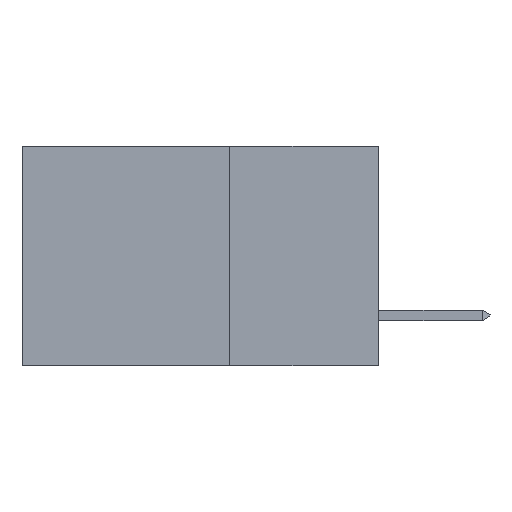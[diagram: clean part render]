
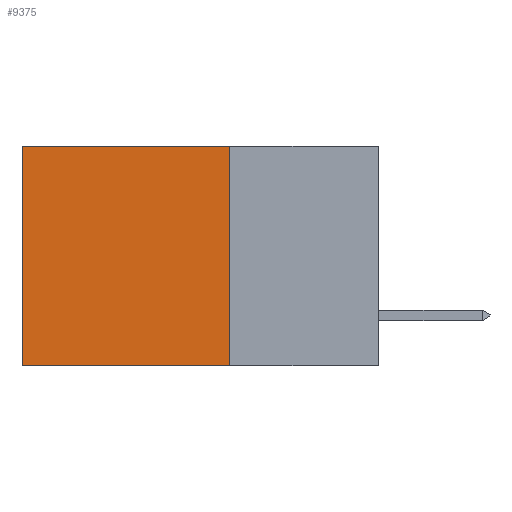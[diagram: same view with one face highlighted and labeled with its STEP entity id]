
A CAD part, left-side view. The second image highlights one B-rep face of the part: STEP entity #9375.
In plain terms, the highlighted planar face has unit normal (-1, 0, 0).
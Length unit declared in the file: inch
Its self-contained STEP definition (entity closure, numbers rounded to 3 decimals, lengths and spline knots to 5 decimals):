
#142 = LINE ( 'NONE', #5260, #2788 ) ;
#293 = DIRECTION ( 'NONE',  ( 0., 1., 0. ) ) ;
#899 = CARTESIAN_POINT ( 'NONE',  ( 0.298, 0.6, -0.37 ) ) ;
#1043 = CARTESIAN_POINT ( 'NONE',  ( 0.298, 0.25, 0. ) ) ;
#1045 = EDGE_CURVE ( 'NONE', #9473, #5485, #142, .T. ) ;
#1918 = CARTESIAN_POINT ( 'NONE',  ( 0.298, 0.25, 0. ) ) ;
#1976 = LINE ( 'NONE', #7034, #2872 ) ;
#2246 = EDGE_CURVE ( 'NONE', #8201, #2419, #5352, .T. ) ;
#2419 = VERTEX_POINT ( 'NONE', #5057 ) ;
#2644 = DIRECTION ( 'NONE',  ( 1., 0., 0. ) ) ;
#2788 = VECTOR ( 'NONE', #293, 39.37008 ) ;
#2872 = VECTOR ( 'NONE', #10210, 39.37008 ) ;
#3229 = FACE_OUTER_BOUND ( 'NONE', #9650, .T. ) ;
#3369 = EDGE_CURVE ( 'NONE', #2419, #5485, #6730, .T. ) ;
#3635 = CARTESIAN_POINT ( 'NONE',  ( 0.298, 0.25, 0. ) ) ;
#3711 = ORIENTED_EDGE ( 'NONE', *, *, #3369, .T. ) ;
#4309 = DIRECTION ( 'NONE',  ( 0., 1., 0. ) ) ;
#4461 = CARTESIAN_POINT ( 'NONE',  ( 0.298, 0.25, -0.37 ) ) ;
#4489 = EDGE_CURVE ( 'NONE', #8201, #9473, #1976, .T. ) ;
#5057 = CARTESIAN_POINT ( 'NONE',  ( 0.298, 0.6, 0. ) ) ;
#5260 = CARTESIAN_POINT ( 'NONE',  ( 0.298, 0.25, -0.37 ) ) ;
#5352 = LINE ( 'NONE', #1918, #9159 ) ;
#5485 = VERTEX_POINT ( 'NONE', #899 ) ;
#5691 = ORIENTED_EDGE ( 'NONE', *, *, #4489, .F. ) ;
#6383 = ORIENTED_EDGE ( 'NONE', *, *, #1045, .F. ) ;
#6730 = LINE ( 'NONE', #8500, #6841 ) ;
#6765 = PLANE ( 'NONE',  #9124 ) ;
#6841 = VECTOR ( 'NONE', #7564, 39.37008 ) ;
#7034 = CARTESIAN_POINT ( 'NONE',  ( 0.298, 0.25, 0. ) ) ;
#7564 = DIRECTION ( 'NONE',  ( 0., 0., -1. ) ) ;
#8201 = VERTEX_POINT ( 'NONE', #3635 ) ;
#8500 = CARTESIAN_POINT ( 'NONE',  ( 0.298, 0.6, 0. ) ) ;
#9124 = AXIS2_PLACEMENT_3D ( 'NONE', #1043, #2644, #10001 ) ;
#9159 = VECTOR ( 'NONE', #4309, 39.37008 ) ;
#9375 = ADVANCED_FACE ( 'NONE', ( #3229 ), #6765, .F. ) ;
#9473 = VERTEX_POINT ( 'NONE', #4461 ) ;
#9650 = EDGE_LOOP ( 'NONE', ( #3711, #6383, #5691, #10445 ) ) ;
#10001 = DIRECTION ( 'NONE',  ( 0., 0., -1. ) ) ;
#10210 = DIRECTION ( 'NONE',  ( 0., 0., -1. ) ) ;
#10445 = ORIENTED_EDGE ( 'NONE', *, *, #2246, .T. ) ;
